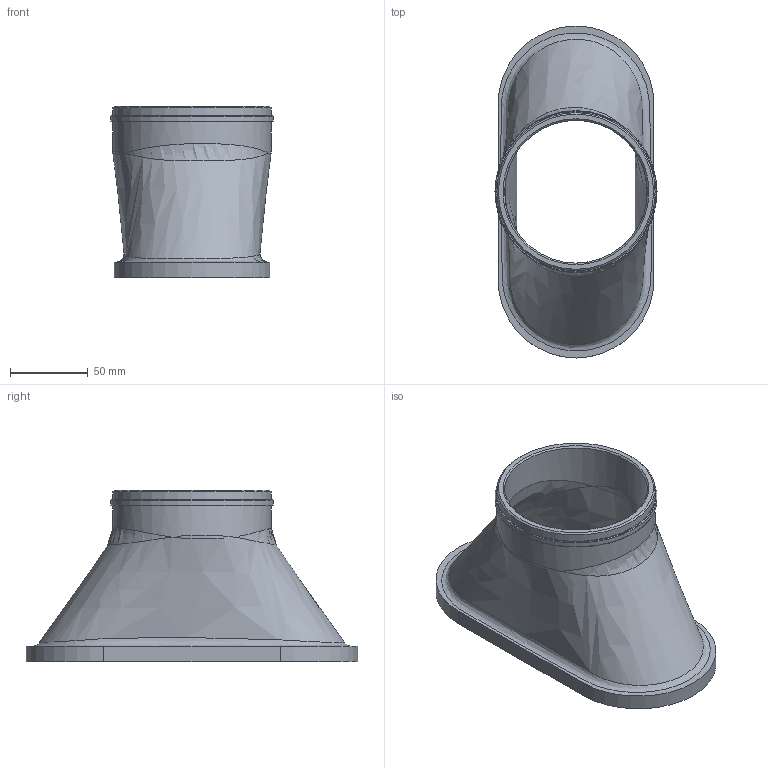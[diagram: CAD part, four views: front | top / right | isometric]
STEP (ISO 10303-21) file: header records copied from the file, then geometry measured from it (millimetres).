
FILE_DESCRIPTION(/* description */ (''),/* implementation_level */ '2;1');
FILE_NAME(/* name */ 'Inlet (big).step',/* time_stamp */ '2025-12-22T22:16:39-07:00',/* author */ (''),/* organization */ (''),/* preprocessor_version */ 'ST-DEVELOPER v20.1',/* originating_system */ 'Autodesk Translation Framework v14.21.0.0',/* authorisation */ '');
FILE_SCHEMA (('AUTOMOTIVE_DESIGN { 1 0 10303 214 3 1 1 }'));
Length unit declared in the file: millimetre
Products named in the file (1): 2025-12-22-02-21-35-290
Bounding box: 104 x 213 x 110 mm (x, y, z)
Volume: 249851.1 mm3; surface area: 96013.1 mm2
Topology: 1 solids, 1 shells, 36 faces, 108 edges, 61 vertices
Faces by surface type: plane 11, bspline 11, cylinder 8, cone 4, torus 2
Full cylindrical faces by diameter (mm): 91.6 x1, 101.6 x2, 104 x1
Entity records: 3987 total; most frequent: CARTESIAN_POINT 3166, ORIENTED_EDGE 184, DIRECTION 125, EDGE_CURVE 92, VERTEX_POINT 61, AXIS2_PLACEMENT_3D 49, B_SPLINE_CURVE_WITH_KNOTS 42, EDGE_LOOP 41
